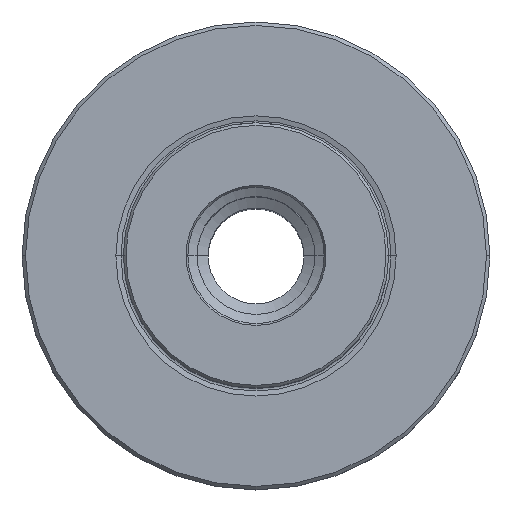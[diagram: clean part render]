
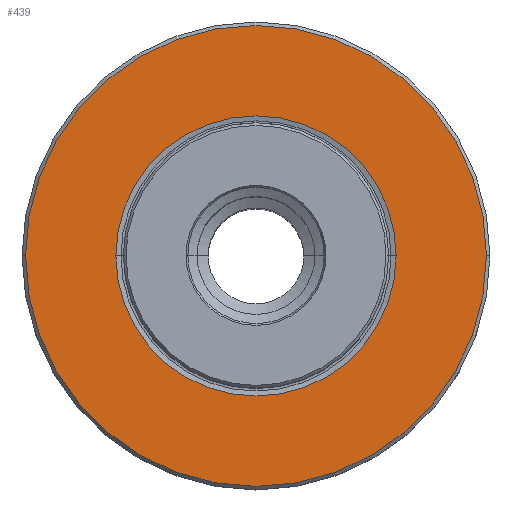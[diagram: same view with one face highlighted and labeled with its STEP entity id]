
A CAD part, top view. The second image highlights one B-rep face of the part: STEP entity #439.
In plain terms, the highlighted planar face has unit normal (0, 0, 1).
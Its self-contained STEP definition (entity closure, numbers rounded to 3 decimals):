
#345=VERTEX_POINT('NONE',#815);
#367=EDGE_CURVE('NONE',#345,#459,#837,.T.);
#425=EDGE_CURVE('NONE',#459,#345,#903,.T.);
#439=ADVANCED_FACE('NONE',(#917,#918),#919,.T.);
#447=EDGE_CURVE('NONE',#529,#685,#927,.T.);
#459=VERTEX_POINT('NONE',#940);
#529=VERTEX_POINT('NONE',#1022);
#613=EDGE_CURVE('NONE',#685,#529,#1114,.T.);
#685=VERTEX_POINT('NONE',#1197);
#815=CARTESIAN_POINT('',(19.012,0.,0.0));
#837=CIRCLE('',#1423,19.012);
#903=CIRCLE('',#1530,19.012);
#917=FACE_OUTER_BOUND('',#1551,.T.);
#918=FACE_BOUND('',#1552,.T.);
#919=PLANE('',#1553);
#927=CIRCLE('',#1564,31.275);
#940=CARTESIAN_POINT('',(-19.012,0.,0.0));
#1022=CARTESIAN_POINT('',(31.275,0.,0.0));
#1114=CIRCLE('',#1857,31.275);
#1197=CARTESIAN_POINT('',(-31.275,0.,0.0));
#1423=AXIS2_PLACEMENT_3D('',#2163,#2164,#2165);
#1530=AXIS2_PLACEMENT_3D('',#2247,#2248,#2249);
#1551=EDGE_LOOP('',(#2262,#2263));
#1552=EDGE_LOOP('',(#2264,#2265));
#1553=AXIS2_PLACEMENT_3D('',#2266,#2267,#2268);
#1564=AXIS2_PLACEMENT_3D('',#2270,#2271,#2272);
#1857=AXIS2_PLACEMENT_3D('',#2506,#2507,#2508);
#2163=CARTESIAN_POINT('',(0.0,0.0,0.0));
#2164=DIRECTION('',(0.0,-0.0,1.0));
#2165=DIRECTION('',(0.0,1.0,0.0));
#2247=CARTESIAN_POINT('',(0.0,0.0,0.0));
#2248=DIRECTION('',(0.0,-0.0,1.0));
#2249=DIRECTION('',(0.0,1.0,0.0));
#2262=ORIENTED_EDGE('',*,*,#613,.F.);
#2263=ORIENTED_EDGE('',*,*,#447,.F.);
#2264=ORIENTED_EDGE('',*,*,#367,.F.);
#2265=ORIENTED_EDGE('',*,*,#425,.F.);
#2266=CARTESIAN_POINT('',(-18.0,0.0,0.0));
#2267=DIRECTION('',(0.0,-0.0,1.0));
#2268=DIRECTION('',(0.0,1.0,0.0));
#2270=CARTESIAN_POINT('',(0.0,0.0,0.0));
#2271=DIRECTION('',(0.0,0.0,-1.0));
#2272=DIRECTION('',(0.0,1.0,0.0));
#2506=CARTESIAN_POINT('',(0.0,0.0,0.0));
#2507=DIRECTION('',(0.0,0.0,-1.0));
#2508=DIRECTION('',(0.0,1.0,0.0));
